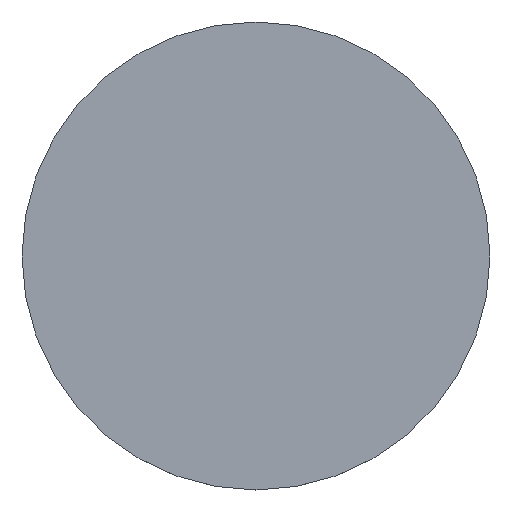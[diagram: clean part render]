
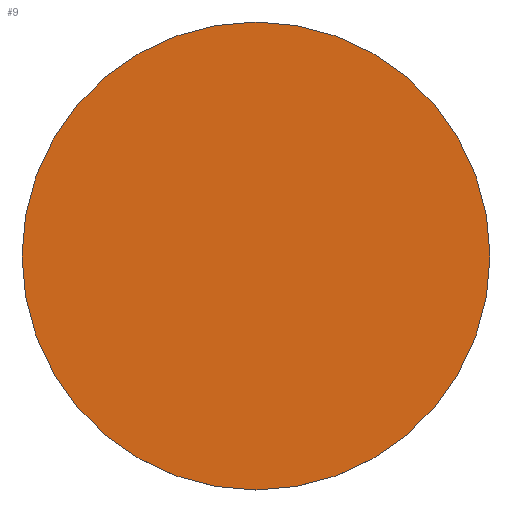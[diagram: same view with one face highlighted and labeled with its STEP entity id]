
A CAD part, top view. The second image highlights one B-rep face of the part: STEP entity #9.
In plain terms, the highlighted planar face has unit normal (0, 0, 1).
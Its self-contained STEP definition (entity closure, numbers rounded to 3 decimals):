
#5 = CARTESIAN_POINT ( 'NONE',  ( 50., 0., 2. ) ) ;
#9 = ADVANCED_FACE ( 'NONE', ( #172 ), #144, .T. ) ;
#21 = EDGE_CURVE ( 'NONE', #158, #173, #71, .T. ) ;
#24 = AXIS2_PLACEMENT_3D ( 'NONE', #116, #118, #29 ) ;
#29 = DIRECTION ( 'NONE',  ( 1., 0., 0. ) ) ;
#41 = CIRCLE ( 'NONE', #53, 50. ) ;
#53 = AXIS2_PLACEMENT_3D ( 'NONE', #149, #98, #152 ) ;
#57 = EDGE_LOOP ( 'NONE', ( #82, #69 ) ) ;
#69 = ORIENTED_EDGE ( 'NONE', *, *, #154, .T. ) ;
#70 = DIRECTION ( 'NONE',  ( 0., 0., 1. ) ) ;
#71 = CIRCLE ( 'NONE', #88, 50. ) ;
#82 = ORIENTED_EDGE ( 'NONE', *, *, #21, .T. ) ;
#88 = AXIS2_PLACEMENT_3D ( 'NONE', #129, #70, #174 ) ;
#98 = DIRECTION ( 'NONE',  ( 0., 0., 1. ) ) ;
#100 = CARTESIAN_POINT ( 'NONE',  ( -50., 0., 2. ) ) ;
#116 = CARTESIAN_POINT ( 'NONE',  ( 0., 0., 2. ) ) ;
#118 = DIRECTION ( 'NONE',  ( 0., 0., 1. ) ) ;
#129 = CARTESIAN_POINT ( 'NONE',  ( 0., 0., 2. ) ) ;
#144 = PLANE ( 'NONE',  #24 ) ;
#149 = CARTESIAN_POINT ( 'NONE',  ( 0., 0., 2. ) ) ;
#152 = DIRECTION ( 'NONE',  ( 1., 0., 0. ) ) ;
#154 = EDGE_CURVE ( 'NONE', #173, #158, #41, .T. ) ;
#158 = VERTEX_POINT ( 'NONE', #100 ) ;
#172 = FACE_OUTER_BOUND ( 'NONE', #57, .T. ) ;
#173 = VERTEX_POINT ( 'NONE', #5 ) ;
#174 = DIRECTION ( 'NONE',  ( 1., 0., 0. ) ) ;
